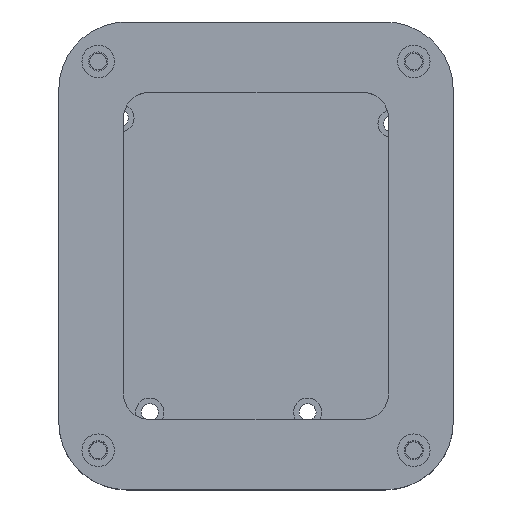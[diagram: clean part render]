
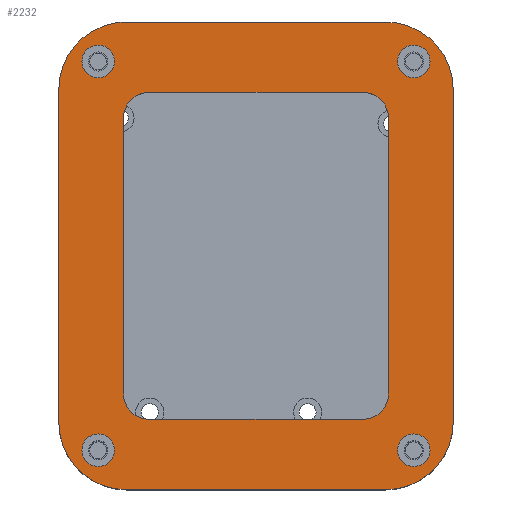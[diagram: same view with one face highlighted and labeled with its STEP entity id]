
A CAD part, top view. The second image highlights one B-rep face of the part: STEP entity #2232.
In plain terms, the highlighted planar face has unit normal (0, 0, 1).
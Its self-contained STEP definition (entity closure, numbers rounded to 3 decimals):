
#55=FACE_BOUND('',#328,.T.);
#56=FACE_BOUND('',#329,.T.);
#57=FACE_BOUND('',#330,.T.);
#58=FACE_BOUND('',#331,.T.);
#59=FACE_BOUND('',#332,.T.);
#107=PLANE('',#2415);
#195=FACE_OUTER_BOUND('',#327,.T.);
#327=EDGE_LOOP('',(#1608,#1609,#1610,#1611,#1612,#1613,#1614,#1615));
#328=EDGE_LOOP('',(#1616));
#329=EDGE_LOOP('',(#1617));
#330=EDGE_LOOP('',(#1618));
#331=EDGE_LOOP('',(#1619));
#332=EDGE_LOOP('',(#1620,#1621,#1622,#1623,#1624,#1625,#1626,#1627));
#469=LINE('',#3392,#643);
#473=LINE('',#3404,#647);
#477=LINE('',#3416,#651);
#481=LINE('',#3428,#655);
#485=LINE('',#3440,#659);
#489=LINE('',#3452,#663);
#493=LINE('',#3464,#667);
#497=LINE('',#3476,#671);
#643=VECTOR('',#2708,10.);
#647=VECTOR('',#2720,10.);
#651=VECTOR('',#2732,10.);
#655=VECTOR('',#2744,10.);
#659=VECTOR('',#2756,10.);
#663=VECTOR('',#2768,10.);
#667=VECTOR('',#2780,10.);
#671=VECTOR('',#2792,10.);
#811=CIRCLE('',#2352,2.9);
#813=CIRCLE('',#2356,2.9);
#815=CIRCLE('',#2360,2.9);
#817=CIRCLE('',#2364,2.9);
#828=CIRCLE('',#2386,4.5);
#830=CIRCLE('',#2390,4.5);
#832=CIRCLE('',#2394,4.5);
#834=CIRCLE('',#2398,4.5);
#836=CIRCLE('',#2402,12.);
#838=CIRCLE('',#2406,12.);
#840=CIRCLE('',#2410,12.);
#842=CIRCLE('',#2414,12.);
#944=VERTEX_POINT('',#3330);
#946=VERTEX_POINT('',#3337);
#948=VERTEX_POINT('',#3344);
#950=VERTEX_POINT('',#3351);
#962=VERTEX_POINT('',#3389);
#963=VERTEX_POINT('',#3391);
#965=VERTEX_POINT('',#3397);
#967=VERTEX_POINT('',#3403);
#969=VERTEX_POINT('',#3409);
#971=VERTEX_POINT('',#3415);
#973=VERTEX_POINT('',#3421);
#975=VERTEX_POINT('',#3427);
#978=VERTEX_POINT('',#3437);
#979=VERTEX_POINT('',#3439);
#981=VERTEX_POINT('',#3445);
#983=VERTEX_POINT('',#3451);
#985=VERTEX_POINT('',#3457);
#987=VERTEX_POINT('',#3463);
#989=VERTEX_POINT('',#3469);
#991=VERTEX_POINT('',#3475);
#1165=EDGE_CURVE('',#944,#944,#811,.T.);
#1168=EDGE_CURVE('',#946,#946,#813,.T.);
#1171=EDGE_CURVE('',#948,#948,#815,.T.);
#1174=EDGE_CURVE('',#950,#950,#817,.T.);
#1191=EDGE_CURVE('',#963,#962,#469,.T.);
#1194=EDGE_CURVE('',#965,#963,#828,.T.);
#1197=EDGE_CURVE('',#967,#965,#473,.T.);
#1200=EDGE_CURVE('',#969,#967,#830,.T.);
#1203=EDGE_CURVE('',#971,#969,#477,.T.);
#1206=EDGE_CURVE('',#973,#971,#832,.T.);
#1209=EDGE_CURVE('',#975,#973,#481,.T.);
#1212=EDGE_CURVE('',#962,#975,#834,.T.);
#1215=EDGE_CURVE('',#979,#978,#485,.T.);
#1218=EDGE_CURVE('',#981,#979,#836,.T.);
#1221=EDGE_CURVE('',#983,#981,#489,.T.);
#1224=EDGE_CURVE('',#985,#983,#838,.T.);
#1227=EDGE_CURVE('',#987,#985,#493,.T.);
#1230=EDGE_CURVE('',#989,#987,#840,.T.);
#1233=EDGE_CURVE('',#991,#989,#497,.T.);
#1236=EDGE_CURVE('',#978,#991,#842,.T.);
#1608=ORIENTED_EDGE('',*,*,#1236,.T.);
#1609=ORIENTED_EDGE('',*,*,#1233,.T.);
#1610=ORIENTED_EDGE('',*,*,#1230,.T.);
#1611=ORIENTED_EDGE('',*,*,#1227,.T.);
#1612=ORIENTED_EDGE('',*,*,#1224,.T.);
#1613=ORIENTED_EDGE('',*,*,#1221,.T.);
#1614=ORIENTED_EDGE('',*,*,#1218,.T.);
#1615=ORIENTED_EDGE('',*,*,#1215,.T.);
#1616=ORIENTED_EDGE('',*,*,#1165,.T.);
#1617=ORIENTED_EDGE('',*,*,#1168,.T.);
#1618=ORIENTED_EDGE('',*,*,#1171,.T.);
#1619=ORIENTED_EDGE('',*,*,#1174,.T.);
#1620=ORIENTED_EDGE('',*,*,#1212,.T.);
#1621=ORIENTED_EDGE('',*,*,#1209,.T.);
#1622=ORIENTED_EDGE('',*,*,#1206,.T.);
#1623=ORIENTED_EDGE('',*,*,#1203,.T.);
#1624=ORIENTED_EDGE('',*,*,#1200,.T.);
#1625=ORIENTED_EDGE('',*,*,#1197,.T.);
#1626=ORIENTED_EDGE('',*,*,#1194,.T.);
#1627=ORIENTED_EDGE('',*,*,#1191,.T.);
#2232=ADVANCED_FACE('',(#195,#55,#56,#57,#58,#59),#107,.T.);
#2352=AXIS2_PLACEMENT_3D('',#3331,#2634,#2635);
#2356=AXIS2_PLACEMENT_3D('',#3338,#2643,#2644);
#2360=AXIS2_PLACEMENT_3D('',#3345,#2652,#2653);
#2364=AXIS2_PLACEMENT_3D('',#3352,#2661,#2662);
#2386=AXIS2_PLACEMENT_3D('',#3398,#2714,#2715);
#2390=AXIS2_PLACEMENT_3D('',#3410,#2726,#2727);
#2394=AXIS2_PLACEMENT_3D('',#3422,#2738,#2739);
#2398=AXIS2_PLACEMENT_3D('',#3432,#2750,#2751);
#2402=AXIS2_PLACEMENT_3D('',#3446,#2762,#2763);
#2406=AXIS2_PLACEMENT_3D('',#3458,#2774,#2775);
#2410=AXIS2_PLACEMENT_3D('',#3470,#2786,#2787);
#2414=AXIS2_PLACEMENT_3D('',#3480,#2798,#2799);
#2415=AXIS2_PLACEMENT_3D('',#3481,#2800,#2801);
#2634=DIRECTION('center_axis',(0.,0.,-1.));
#2635=DIRECTION('ref_axis',(-1.,0.,0.));
#2643=DIRECTION('center_axis',(0.,0.,-1.));
#2644=DIRECTION('ref_axis',(-1.,0.,0.));
#2652=DIRECTION('center_axis',(0.,0.,-1.));
#2653=DIRECTION('ref_axis',(-1.,0.,0.));
#2661=DIRECTION('center_axis',(0.,0.,-1.));
#2662=DIRECTION('ref_axis',(-1.,0.,0.));
#2708=DIRECTION('',(1.,0.,0.));
#2714=DIRECTION('center_axis',(0.,0.,-1.));
#2715=DIRECTION('ref_axis',(0.,1.,0.));
#2720=DIRECTION('',(0.,1.,0.));
#2726=DIRECTION('center_axis',(0.,0.,-1.));
#2727=DIRECTION('ref_axis',(-1.,0.,0.));
#2732=DIRECTION('',(-1.,0.,0.));
#2738=DIRECTION('center_axis',(0.,0.,-1.));
#2739=DIRECTION('ref_axis',(0.,-1.,0.));
#2744=DIRECTION('',(0.,-1.,0.));
#2750=DIRECTION('center_axis',(0.,0.,-1.));
#2751=DIRECTION('ref_axis',(1.,0.,0.));
#2756=DIRECTION('',(-1.,0.,0.));
#2762=DIRECTION('center_axis',(0.,0.,1.));
#2763=DIRECTION('ref_axis',(1.,0.,0.));
#2768=DIRECTION('',(0.,1.,0.));
#2774=DIRECTION('center_axis',(0.,0.,1.));
#2775=DIRECTION('ref_axis',(0.,-1.,0.));
#2780=DIRECTION('',(1.,0.,0.));
#2786=DIRECTION('center_axis',(0.,0.,1.));
#2787=DIRECTION('ref_axis',(-1.,0.,0.));
#2792=DIRECTION('',(0.,-1.,0.));
#2798=DIRECTION('center_axis',(0.,0.,1.));
#2799=DIRECTION('ref_axis',(0.,1.,0.));
#2800=DIRECTION('center_axis',(0.,0.,1.));
#2801=DIRECTION('ref_axis',(-1.,0.,0.));
#3330=CARTESIAN_POINT('',(56.4,-2.5,7.3));
#3331=CARTESIAN_POINT('Origin',(53.5,-2.5,7.3));
#3337=CARTESIAN_POINT('',(56.4,66.5,7.3));
#3338=CARTESIAN_POINT('Origin',(53.5,66.5,7.3));
#3344=CARTESIAN_POINT('',(0.4,-2.5,7.3));
#3345=CARTESIAN_POINT('Origin',(-2.5,-2.5,7.3));
#3351=CARTESIAN_POINT('',(0.4,66.5,7.3));
#3352=CARTESIAN_POINT('Origin',(-2.5,66.5,7.3));
#3389=CARTESIAN_POINT('',(44.5,61.,7.3));
#3391=CARTESIAN_POINT('',(6.5,61.,7.3));
#3392=CARTESIAN_POINT('',(44.5,61.,7.3));
#3397=CARTESIAN_POINT('',(2.,56.5,7.3));
#3398=CARTESIAN_POINT('Origin',(6.5,56.5,7.3));
#3403=CARTESIAN_POINT('',(2.,7.5,7.3));
#3404=CARTESIAN_POINT('',(2.,56.5,7.3));
#3409=CARTESIAN_POINT('',(6.5,3.,7.3));
#3410=CARTESIAN_POINT('Origin',(6.5,7.5,7.3));
#3415=CARTESIAN_POINT('',(44.5,3.,7.3));
#3416=CARTESIAN_POINT('',(6.5,3.,7.3));
#3421=CARTESIAN_POINT('',(49.,7.5,7.3));
#3422=CARTESIAN_POINT('Origin',(44.5,7.5,7.3));
#3427=CARTESIAN_POINT('',(49.,56.5,7.3));
#3428=CARTESIAN_POINT('',(49.,7.5,7.3));
#3432=CARTESIAN_POINT('Origin',(44.5,56.5,7.3));
#3437=CARTESIAN_POINT('',(2.5,73.5,7.3));
#3439=CARTESIAN_POINT('',(48.5,73.5,7.3));
#3440=CARTESIAN_POINT('',(2.5,73.5,7.3));
#3445=CARTESIAN_POINT('',(60.5,61.5,7.3));
#3446=CARTESIAN_POINT('Origin',(48.5,61.5,7.3));
#3451=CARTESIAN_POINT('',(60.5,2.5,7.3));
#3452=CARTESIAN_POINT('',(60.5,61.5,7.3));
#3457=CARTESIAN_POINT('',(48.5,-9.5,7.3));
#3458=CARTESIAN_POINT('Origin',(48.5,2.5,7.3));
#3463=CARTESIAN_POINT('',(2.5,-9.5,7.3));
#3464=CARTESIAN_POINT('',(48.5,-9.5,7.3));
#3469=CARTESIAN_POINT('',(-9.5,2.5,7.3));
#3470=CARTESIAN_POINT('Origin',(2.5,2.5,7.3));
#3475=CARTESIAN_POINT('',(-9.5,61.5,7.3));
#3476=CARTESIAN_POINT('',(-9.5,2.5,7.3));
#3480=CARTESIAN_POINT('Origin',(2.5,61.5,7.3));
#3481=CARTESIAN_POINT('Origin',(25.5,32.,7.3));
